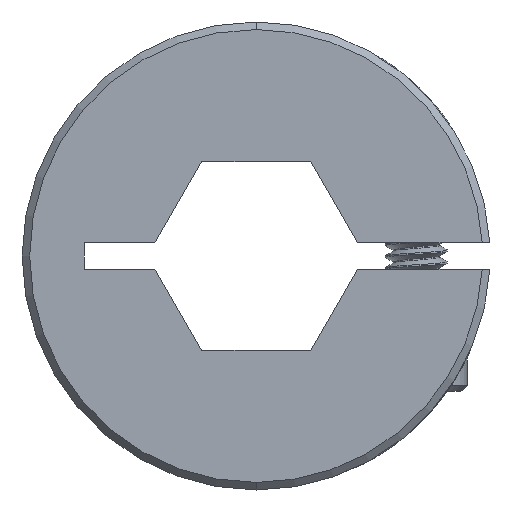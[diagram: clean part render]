
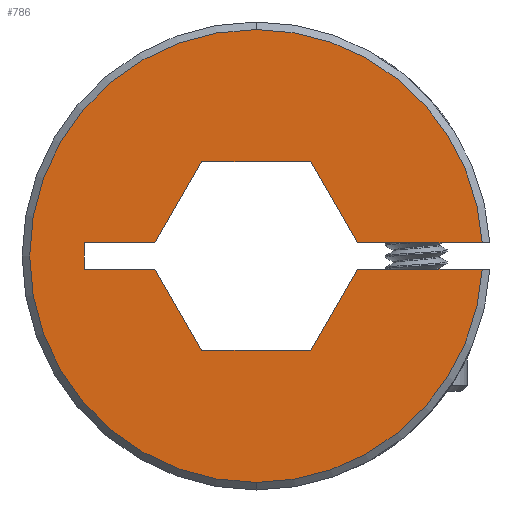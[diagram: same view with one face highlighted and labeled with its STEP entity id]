
A CAD part, front view. The second image highlights one B-rep face of the part: STEP entity #786.
In plain terms, the highlighted planar face has unit normal (0, -1, 0).
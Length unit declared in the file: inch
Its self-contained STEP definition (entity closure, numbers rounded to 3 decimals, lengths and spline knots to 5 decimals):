
#35 = CARTESIAN_POINT ( 'NONE',  ( 0., 0., 0.6 ) ) ;
#62 = EDGE_CURVE ( 'NONE', #100, #5171, #5546, .T. ) ;
#100 = VERTEX_POINT ( 'NONE', #2898 ) ;
#130 = DIRECTION ( 'NONE',  ( 0.5, 0., -0.866 ) ) ;
#131 = CARTESIAN_POINT ( 'NONE',  ( -0.28868, 0., 0. ) ) ;
#144 = DIRECTION ( 'NONE',  ( 0., 1., 0. ) ) ;
#166 = CARTESIAN_POINT ( 'NONE',  ( -0.455, 0., -0.035 ) ) ;
#242 = LINE ( 'NONE', #2895, #2563 ) ;
#289 = CARTESIAN_POINT ( 'NONE',  ( 0.14434, 0., 0.25 ) ) ;
#605 = DIRECTION ( 'NONE',  ( -1., 0., 0. ) ) ;
#670 = ORIENTED_EDGE ( 'NONE', *, *, #1154, .T. ) ;
#672 = LINE ( 'NONE', #4997, #2793 ) ;
#706 = ORIENTED_EDGE ( 'NONE', *, *, #5544, .T. ) ;
#723 = EDGE_CURVE ( 'NONE', #4213, #1278, #882, .T. ) ;
#753 = ORIENTED_EDGE ( 'NONE', *, *, #1094, .T. ) ;
#786 = ADVANCED_FACE ( 'NONE', ( #5153 ), #2325, .F. ) ;
#828 = DIRECTION ( 'NONE',  ( 0., -1., 0. ) ) ;
#867 = AXIS2_PLACEMENT_3D ( 'NONE', #3737, #1104, #4173 ) ;
#882 = LINE ( 'NONE', #2820, #5698 ) ;
#930 = VERTEX_POINT ( 'NONE', #1023 ) ;
#940 = VECTOR ( 'NONE', #2329, 39.37008 ) ;
#966 = EDGE_CURVE ( 'NONE', #5171, #4151, #3430, .T. ) ;
#1023 = CARTESIAN_POINT ( 'NONE',  ( 0.26847, 0., -0.035 ) ) ;
#1031 = ORIENTED_EDGE ( 'NONE', *, *, #1336, .T. ) ;
#1057 = DIRECTION ( 'NONE',  ( 0.5, 0., 0.866 ) ) ;
#1094 = EDGE_CURVE ( 'NONE', #930, #100, #4462, .T. ) ;
#1104 = DIRECTION ( 'NONE',  ( 0., -1., 0. ) ) ;
#1123 = LINE ( 'NONE', #5435, #1989 ) ;
#1154 = EDGE_CURVE ( 'NONE', #2075, #4213, #672, .T. ) ;
#1179 = VECTOR ( 'NONE', #3577, 39.37008 ) ;
#1181 = CIRCLE ( 'NONE', #2921, 0.6 ) ;
#1278 = VERTEX_POINT ( 'NONE', #5480 ) ;
#1336 = EDGE_CURVE ( 'NONE', #4343, #1772, #1123, .T. ) ;
#1376 = CARTESIAN_POINT ( 'NONE',  ( -0.14434, 0., -0.25 ) ) ;
#1433 = VECTOR ( 'NONE', #130, 39.37008 ) ;
#1469 = CARTESIAN_POINT ( 'NONE',  ( 0.59898, 0., 0.035 ) ) ;
#1514 = EDGE_CURVE ( 'NONE', #4626, #4343, #3801, .T. ) ;
#1542 = DIRECTION ( 'NONE',  ( -1., 0., 0. ) ) ;
#1621 = EDGE_CURVE ( 'NONE', #4455, #4626, #2304, .T. ) ;
#1707 = VECTOR ( 'NONE', #4547, 39.37008 ) ;
#1751 = ORIENTED_EDGE ( 'NONE', *, *, #1621, .T. ) ;
#1772 = VERTEX_POINT ( 'NONE', #1469 ) ;
#1989 = VECTOR ( 'NONE', #5001, 39.37008 ) ;
#2046 = DIRECTION ( 'NONE',  ( 0., -1., 0. ) ) ;
#2065 = EDGE_CURVE ( 'NONE', #4558, #930, #2110, .T. ) ;
#2075 = VERTEX_POINT ( 'NONE', #166 ) ;
#2110 = LINE ( 'NONE', #2763, #4328 ) ;
#2209 = CARTESIAN_POINT ( 'NONE',  ( -0.26847, 0., -0.035 ) ) ;
#2304 = LINE ( 'NONE', #2656, #1179 ) ;
#2325 = PLANE ( 'NONE',  #5427 ) ;
#2329 = DIRECTION ( 'NONE',  ( -0.5, 0., 0.866 ) ) ;
#2389 = CARTESIAN_POINT ( 'NONE',  ( -0.14434, 0., 0.25 ) ) ;
#2563 = VECTOR ( 'NONE', #5552, 39.37008 ) ;
#2656 = CARTESIAN_POINT ( 'NONE',  ( -0.14434, 0., 0.25 ) ) ;
#2763 = CARTESIAN_POINT ( 'NONE',  ( -0.455, 0., -0.035 ) ) ;
#2781 = DIRECTION ( 'NONE',  ( 0., 0., 1. ) ) ;
#2793 = VECTOR ( 'NONE', #2781, 39.37008 ) ;
#2820 = CARTESIAN_POINT ( 'NONE',  ( -0.455, 0., 0.035 ) ) ;
#2883 = CARTESIAN_POINT ( 'NONE',  ( 0.14434, 0., -0.25 ) ) ;
#2895 = CARTESIAN_POINT ( 'NONE',  ( -0.455, 0., -0.035 ) ) ;
#2898 = CARTESIAN_POINT ( 'NONE',  ( 0.14434, 0., -0.25 ) ) ;
#2921 = AXIS2_PLACEMENT_3D ( 'NONE', #4711, #2046, #5126 ) ;
#2996 = ORIENTED_EDGE ( 'NONE', *, *, #5586, .T. ) ;
#3101 = VECTOR ( 'NONE', #1057, 39.37008 ) ;
#3182 = CARTESIAN_POINT ( 'NONE',  ( 0.28868, 0., 0. ) ) ;
#3193 = CARTESIAN_POINT ( 'NONE',  ( 0.14434, 0., 0.25 ) ) ;
#3209 = DIRECTION ( 'NONE',  ( 0., 0., 1. ) ) ;
#3259 = EDGE_CURVE ( 'NONE', #1772, #3421, #4135, .T. ) ;
#3269 = DIRECTION ( 'NONE',  ( 1., 0., 0. ) ) ;
#3399 = ORIENTED_EDGE ( 'NONE', *, *, #62, .T. ) ;
#3421 = VERTEX_POINT ( 'NONE', #35 ) ;
#3430 = LINE ( 'NONE', #5411, #940 ) ;
#3458 = CARTESIAN_POINT ( 'NONE',  ( 0., 0., 0. ) ) ;
#3577 = DIRECTION ( 'NONE',  ( 1., 0., 0. ) ) ;
#3663 = ORIENTED_EDGE ( 'NONE', *, *, #5688, .T. ) ;
#3710 = ORIENTED_EDGE ( 'NONE', *, *, #3928, .T. ) ;
#3737 = CARTESIAN_POINT ( 'NONE',  ( 0., 0., 0. ) ) ;
#3749 = CARTESIAN_POINT ( 'NONE',  ( 0., 0., -0.6 ) ) ;
#3788 = CARTESIAN_POINT ( 'NONE',  ( 0.59898, 0., -0.035 ) ) ;
#3801 = LINE ( 'NONE', #3193, #1433 ) ;
#3910 = ORIENTED_EDGE ( 'NONE', *, *, #2065, .T. ) ;
#3911 = DIRECTION ( 'NONE',  ( 0., 0., 1. ) ) ;
#3928 = EDGE_CURVE ( 'NONE', #3421, #4484, #1181, .T. ) ;
#3947 = AXIS2_PLACEMENT_3D ( 'NONE', #3458, #828, #3911 ) ;
#4135 = CIRCLE ( 'NONE', #3947, 0.6 ) ;
#4151 = VERTEX_POINT ( 'NONE', #2209 ) ;
#4173 = DIRECTION ( 'NONE',  ( 0., 0., 1. ) ) ;
#4213 = VERTEX_POINT ( 'NONE', #4883 ) ;
#4289 = EDGE_LOOP ( 'NONE', ( #1031, #4503, #3710, #2996, #3910, #753, #3399, #5033, #3663, #670, #5652, #706, #1751, #4594 ) ) ;
#4320 = LINE ( 'NONE', #131, #3101 ) ;
#4328 = VECTOR ( 'NONE', #605, 39.37008 ) ;
#4343 = VERTEX_POINT ( 'NONE', #4545 ) ;
#4443 = CIRCLE ( 'NONE', #867, 0.6 ) ;
#4455 = VERTEX_POINT ( 'NONE', #2389 ) ;
#4462 = LINE ( 'NONE', #3182, #1707 ) ;
#4484 = VERTEX_POINT ( 'NONE', #3749 ) ;
#4503 = ORIENTED_EDGE ( 'NONE', *, *, #3259, .T. ) ;
#4545 = CARTESIAN_POINT ( 'NONE',  ( 0.26847, 0., 0.035 ) ) ;
#4547 = DIRECTION ( 'NONE',  ( -0.5, 0., -0.866 ) ) ;
#4558 = VERTEX_POINT ( 'NONE', #3788 ) ;
#4594 = ORIENTED_EDGE ( 'NONE', *, *, #1514, .T. ) ;
#4626 = VERTEX_POINT ( 'NONE', #289 ) ;
#4711 = CARTESIAN_POINT ( 'NONE',  ( 0., 0., 0. ) ) ;
#4883 = CARTESIAN_POINT ( 'NONE',  ( -0.455, 0., 0.035 ) ) ;
#4997 = CARTESIAN_POINT ( 'NONE',  ( -0.455, 0., -0.035 ) ) ;
#5001 = DIRECTION ( 'NONE',  ( 1., 0., 0. ) ) ;
#5033 = ORIENTED_EDGE ( 'NONE', *, *, #966, .T. ) ;
#5126 = DIRECTION ( 'NONE',  ( 0., 0., 1. ) ) ;
#5153 = FACE_OUTER_BOUND ( 'NONE', #4289, .T. ) ;
#5171 = VERTEX_POINT ( 'NONE', #1376 ) ;
#5386 = VECTOR ( 'NONE', #1542, 39.37008 ) ;
#5409 = CARTESIAN_POINT ( 'NONE',  ( 0., 0., 0. ) ) ;
#5411 = CARTESIAN_POINT ( 'NONE',  ( -0.14434, 0., -0.25 ) ) ;
#5427 = AXIS2_PLACEMENT_3D ( 'NONE', #5409, #144, #3209 ) ;
#5435 = CARTESIAN_POINT ( 'NONE',  ( -0.455, 0., 0.035 ) ) ;
#5480 = CARTESIAN_POINT ( 'NONE',  ( -0.26847, 0., 0.035 ) ) ;
#5544 = EDGE_CURVE ( 'NONE', #1278, #4455, #4320, .T. ) ;
#5546 = LINE ( 'NONE', #2883, #5386 ) ;
#5552 = DIRECTION ( 'NONE',  ( -1., 0., 0. ) ) ;
#5586 = EDGE_CURVE ( 'NONE', #4484, #4558, #4443, .T. ) ;
#5652 = ORIENTED_EDGE ( 'NONE', *, *, #723, .T. ) ;
#5688 = EDGE_CURVE ( 'NONE', #4151, #2075, #242, .T. ) ;
#5698 = VECTOR ( 'NONE', #3269, 39.37008 ) ;
